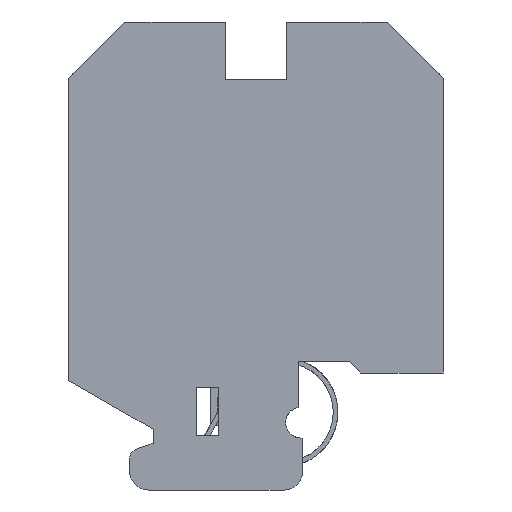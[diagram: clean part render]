
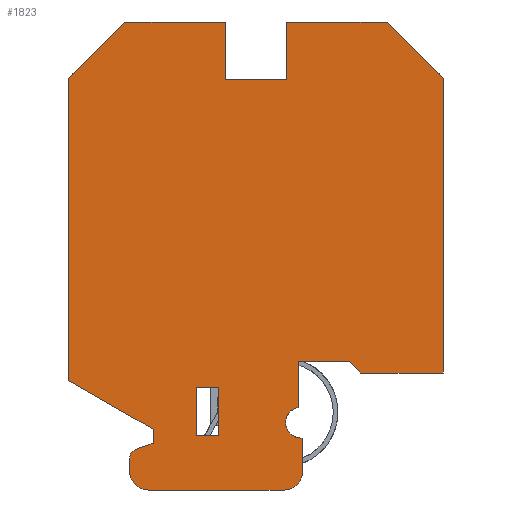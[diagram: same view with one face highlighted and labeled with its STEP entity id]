
A CAD part, left-side view. The second image highlights one B-rep face of the part: STEP entity #1823.
In plain terms, the highlighted planar face has unit normal (-1, 0, 0).
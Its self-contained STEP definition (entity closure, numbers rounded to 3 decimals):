
#1444=AXIS2_PLACEMENT_3D('Circle Axis2P3D',#1442,#1443,$) ;
#1637=AXIS2_PLACEMENT_3D('Plane Axis2P3D',#1634,#1635,#1636) ;
#1720=AXIS2_PLACEMENT_3D('Circle Axis2P3D',#1718,#1719,$) ;
#1734=AXIS2_PLACEMENT_3D('Circle Axis2P3D',#1732,#1733,$) ;
#1748=AXIS2_PLACEMENT_3D('Circle Axis2P3D',#1746,#1747,$) ;
#784=CARTESIAN_POINT('Vertex',(0.,10.,13.7)) ;
#787=CARTESIAN_POINT('Line Origine',(0.,12.75,13.7)) ;
#791=CARTESIAN_POINT('Vertex',(0.,15.5,13.7)) ;
#1417=CARTESIAN_POINT('Line Origine',(0.,15.5,11.261)) ;
#1421=CARTESIAN_POINT('Vertex',(0.,15.5,8.822)) ;
#1442=CARTESIAN_POINT('Axis2P3D Location',(0.,15.2,7.2)) ;
#1446=CARTESIAN_POINT('Vertex',(0.,15.2,5.55)) ;
#1466=CARTESIAN_POINT('Line Origine',(0.,15.1,5.55)) ;
#1470=CARTESIAN_POINT('Vertex',(0.,15.,5.55)) ;
#1490=CARTESIAN_POINT('Line Origine',(0.,15.,3.775)) ;
#1494=CARTESIAN_POINT('Vertex',(0.,15.,2.)) ;
#1619=CARTESIAN_POINT('Vertex',(0.,8.8,12.5)) ;
#1622=CARTESIAN_POINT('Line Origine',(0.,9.4,13.1)) ;
#1634=CARTESIAN_POINT('Axis2P3D Location',(0.,20.,12.5)) ;
#1639=CARTESIAN_POINT('Line Origine',(0.,3.,47.)) ;
#1643=CARTESIAN_POINT('Vertex',(0.,6.,50.)) ;
#1645=CARTESIAN_POINT('Vertex',(0.,0.,44.)) ;
#1648=CARTESIAN_POINT('Line Origine',(0.,11.35,50.)) ;
#1652=CARTESIAN_POINT('Vertex',(0.,16.7,50.)) ;
#1655=CARTESIAN_POINT('Line Origine',(0.,16.7,46.95)) ;
#1659=CARTESIAN_POINT('Vertex',(0.,16.7,43.9)) ;
#1662=CARTESIAN_POINT('Line Origine',(0.,20.,43.9)) ;
#1666=CARTESIAN_POINT('Vertex',(0.,23.3,43.9)) ;
#1669=CARTESIAN_POINT('Line Origine',(0.,23.3,46.95)) ;
#1673=CARTESIAN_POINT('Vertex',(0.,23.3,50.)) ;
#1676=CARTESIAN_POINT('Line Origine',(0.,28.65,50.)) ;
#1680=CARTESIAN_POINT('Vertex',(0.,34.,50.)) ;
#1683=CARTESIAN_POINT('Line Origine',(0.,37.,47.)) ;
#1687=CARTESIAN_POINT('Vertex',(0.,40.,44.)) ;
#1690=CARTESIAN_POINT('Line Origine',(0.,40.,27.848)) ;
#1694=CARTESIAN_POINT('Vertex',(0.,40.,11.696)) ;
#1697=CARTESIAN_POINT('Line Origine',(0.,35.5,9.098)) ;
#1701=CARTESIAN_POINT('Vertex',(0.,31.,6.5)) ;
#1704=CARTESIAN_POINT('Line Origine',(0.,31.,5.75)) ;
#1708=CARTESIAN_POINT('Vertex',(0.,31.,5.)) ;
#1711=CARTESIAN_POINT('Line Origine',(0.,31.921,4.665)) ;
#1715=CARTESIAN_POINT('Vertex',(0.,32.842,4.33)) ;
#1718=CARTESIAN_POINT('Axis2P3D Location',(0.,32.5,3.39)) ;
#1722=CARTESIAN_POINT('Vertex',(0.,33.5,3.39)) ;
#1725=CARTESIAN_POINT('Line Origine',(0.,33.5,2.695)) ;
#1729=CARTESIAN_POINT('Vertex',(0.,33.5,2.)) ;
#1732=CARTESIAN_POINT('Axis2P3D Location',(0.,31.5,2.)) ;
#1736=CARTESIAN_POINT('Vertex',(0.,31.5,0.)) ;
#1739=CARTESIAN_POINT('Line Origine',(0.,24.25,0.)) ;
#1743=CARTESIAN_POINT('Vertex',(0.,17.,0.)) ;
#1746=CARTESIAN_POINT('Axis2P3D Location',(0.,17.,2.)) ;
#1751=CARTESIAN_POINT('Line Origine',(0.,4.4,12.5)) ;
#1755=CARTESIAN_POINT('Vertex',(0.,0.,12.5)) ;
#1758=CARTESIAN_POINT('Line Origine',(0.,0.,28.25)) ;
#1789=CARTESIAN_POINT('Line Origine',(0.,25.2,11.)) ;
#1793=CARTESIAN_POINT('Vertex',(0.,24.,11.)) ;
#1795=CARTESIAN_POINT('Vertex',(0.,26.4,11.)) ;
#1798=CARTESIAN_POINT('Line Origine',(0.,24.,8.425)) ;
#1802=CARTESIAN_POINT('Vertex',(0.,24.,5.85)) ;
#1805=CARTESIAN_POINT('Line Origine',(0.,25.2,5.85)) ;
#1809=CARTESIAN_POINT('Vertex',(0.,26.4,5.85)) ;
#1812=CARTESIAN_POINT('Line Origine',(0.,26.4,8.425)) ;
#788=DIRECTION('Vector Direction',(0.,1.,0.)) ;
#1418=DIRECTION('Vector Direction',(0.,0.,-1.)) ;
#1443=DIRECTION('Axis2P3D Direction',(1.,0.,0.)) ;
#1467=DIRECTION('Vector Direction',(0.,1.,0.)) ;
#1491=DIRECTION('Vector Direction',(0.,0.,-1.)) ;
#1623=DIRECTION('Vector Direction',(0.,0.707,0.707)) ;
#1635=DIRECTION('Axis2P3D Direction',(1.,0.,0.)) ;
#1636=DIRECTION('Axis2P3D XDirection',(0.,0.,-1.)) ;
#1640=DIRECTION('Vector Direction',(0.,-0.707,-0.707)) ;
#1649=DIRECTION('Vector Direction',(0.,-1.,0.)) ;
#1656=DIRECTION('Vector Direction',(0.,0.,1.)) ;
#1663=DIRECTION('Vector Direction',(0.,-1.,0.)) ;
#1670=DIRECTION('Vector Direction',(0.,0.,-1.)) ;
#1677=DIRECTION('Vector Direction',(0.,-1.,0.)) ;
#1684=DIRECTION('Vector Direction',(0.,-0.707,0.707)) ;
#1691=DIRECTION('Vector Direction',(0.,0.,1.)) ;
#1698=DIRECTION('Vector Direction',(0.,0.866,0.5)) ;
#1705=DIRECTION('Vector Direction',(0.,0.,1.)) ;
#1712=DIRECTION('Vector Direction',(0.,-0.94,0.342)) ;
#1719=DIRECTION('Axis2P3D Direction',(1.,0.,0.)) ;
#1726=DIRECTION('Vector Direction',(0.,0.,1.)) ;
#1733=DIRECTION('Axis2P3D Direction',(1.,0.,0.)) ;
#1740=DIRECTION('Vector Direction',(0.,1.,0.)) ;
#1747=DIRECTION('Axis2P3D Direction',(1.,0.,0.)) ;
#1752=DIRECTION('Vector Direction',(0.,1.,0.)) ;
#1759=DIRECTION('Vector Direction',(0.,0.,-1.)) ;
#1790=DIRECTION('Vector Direction',(0.,1.,0.)) ;
#1799=DIRECTION('Vector Direction',(0.,0.,1.)) ;
#1806=DIRECTION('Vector Direction',(0.,-1.,0.)) ;
#1813=DIRECTION('Vector Direction',(0.,0.,-1.)) ;
#789=VECTOR('Line Direction',#788,1.) ;
#1419=VECTOR('Line Direction',#1418,1.) ;
#1468=VECTOR('Line Direction',#1467,1.) ;
#1492=VECTOR('Line Direction',#1491,1.) ;
#1624=VECTOR('Line Direction',#1623,1.) ;
#1641=VECTOR('Line Direction',#1640,1.) ;
#1650=VECTOR('Line Direction',#1649,1.) ;
#1657=VECTOR('Line Direction',#1656,1.) ;
#1664=VECTOR('Line Direction',#1663,1.) ;
#1671=VECTOR('Line Direction',#1670,1.) ;
#1678=VECTOR('Line Direction',#1677,1.) ;
#1685=VECTOR('Line Direction',#1684,1.) ;
#1692=VECTOR('Line Direction',#1691,1.) ;
#1699=VECTOR('Line Direction',#1698,1.) ;
#1706=VECTOR('Line Direction',#1705,1.) ;
#1713=VECTOR('Line Direction',#1712,1.) ;
#1727=VECTOR('Line Direction',#1726,1.) ;
#1741=VECTOR('Line Direction',#1740,1.) ;
#1753=VECTOR('Line Direction',#1752,1.) ;
#1760=VECTOR('Line Direction',#1759,1.) ;
#1791=VECTOR('Line Direction',#1790,1.) ;
#1800=VECTOR('Line Direction',#1799,1.) ;
#1807=VECTOR('Line Direction',#1806,1.) ;
#1814=VECTOR('Line Direction',#1813,1.) ;
#1764=ORIENTED_EDGE('',*,*,#1647,.F.) ;
#1765=ORIENTED_EDGE('',*,*,#1654,.F.) ;
#1766=ORIENTED_EDGE('',*,*,#1661,.F.) ;
#1767=ORIENTED_EDGE('',*,*,#1668,.F.) ;
#1768=ORIENTED_EDGE('',*,*,#1675,.F.) ;
#1769=ORIENTED_EDGE('',*,*,#1682,.F.) ;
#1770=ORIENTED_EDGE('',*,*,#1689,.F.) ;
#1771=ORIENTED_EDGE('',*,*,#1696,.F.) ;
#1772=ORIENTED_EDGE('',*,*,#1703,.F.) ;
#1773=ORIENTED_EDGE('',*,*,#1710,.F.) ;
#1774=ORIENTED_EDGE('',*,*,#1717,.F.) ;
#1775=ORIENTED_EDGE('',*,*,#1724,.F.) ;
#1776=ORIENTED_EDGE('',*,*,#1731,.F.) ;
#1777=ORIENTED_EDGE('',*,*,#1738,.F.) ;
#1778=ORIENTED_EDGE('',*,*,#1745,.F.) ;
#1779=ORIENTED_EDGE('',*,*,#1750,.F.) ;
#1780=ORIENTED_EDGE('',*,*,#1496,.F.) ;
#1781=ORIENTED_EDGE('',*,*,#1472,.T.) ;
#1782=ORIENTED_EDGE('',*,*,#1448,.F.) ;
#1783=ORIENTED_EDGE('',*,*,#1423,.F.) ;
#1784=ORIENTED_EDGE('',*,*,#793,.F.) ;
#1785=ORIENTED_EDGE('',*,*,#1626,.F.) ;
#1786=ORIENTED_EDGE('',*,*,#1757,.F.) ;
#1787=ORIENTED_EDGE('',*,*,#1762,.F.) ;
#1818=ORIENTED_EDGE('',*,*,#1797,.F.) ;
#1819=ORIENTED_EDGE('',*,*,#1804,.F.) ;
#1820=ORIENTED_EDGE('',*,*,#1811,.F.) ;
#1821=ORIENTED_EDGE('',*,*,#1816,.F.) ;
#1822=FACE_BOUND('',#1817,.T.) ;
#1823=ADVANCED_FACE('V1',(#1788,#1822),#1638,.F.) ;
#1445=CIRCLE('generated circle',#1444,1.65) ;
#1721=CIRCLE('generated circle',#1720,1.) ;
#1735=CIRCLE('generated circle',#1734,2.) ;
#1749=CIRCLE('generated circle',#1748,2.) ;
#793=EDGE_CURVE('',#785,#792,#790,.T.) ;
#1423=EDGE_CURVE('',#792,#1422,#1420,.T.) ;
#1448=EDGE_CURVE('',#1422,#1447,#1445,.F.) ;
#1472=EDGE_CURVE('',#1471,#1447,#1469,.T.) ;
#1496=EDGE_CURVE('',#1471,#1495,#1493,.T.) ;
#1626=EDGE_CURVE('',#1620,#785,#1625,.T.) ;
#1647=EDGE_CURVE('',#1644,#1646,#1642,.T.) ;
#1654=EDGE_CURVE('',#1653,#1644,#1651,.T.) ;
#1661=EDGE_CURVE('',#1660,#1653,#1658,.T.) ;
#1668=EDGE_CURVE('',#1667,#1660,#1665,.T.) ;
#1675=EDGE_CURVE('',#1674,#1667,#1672,.T.) ;
#1682=EDGE_CURVE('',#1681,#1674,#1679,.T.) ;
#1689=EDGE_CURVE('',#1688,#1681,#1686,.T.) ;
#1696=EDGE_CURVE('',#1695,#1688,#1693,.T.) ;
#1703=EDGE_CURVE('',#1702,#1695,#1700,.T.) ;
#1710=EDGE_CURVE('',#1709,#1702,#1707,.T.) ;
#1717=EDGE_CURVE('',#1716,#1709,#1714,.T.) ;
#1724=EDGE_CURVE('',#1723,#1716,#1721,.T.) ;
#1731=EDGE_CURVE('',#1730,#1723,#1728,.T.) ;
#1738=EDGE_CURVE('',#1737,#1730,#1735,.T.) ;
#1745=EDGE_CURVE('',#1744,#1737,#1742,.T.) ;
#1750=EDGE_CURVE('',#1495,#1744,#1749,.T.) ;
#1757=EDGE_CURVE('',#1756,#1620,#1754,.T.) ;
#1762=EDGE_CURVE('',#1646,#1756,#1761,.T.) ;
#1797=EDGE_CURVE('',#1794,#1796,#1792,.T.) ;
#1804=EDGE_CURVE('',#1803,#1794,#1801,.T.) ;
#1811=EDGE_CURVE('',#1810,#1803,#1808,.T.) ;
#1816=EDGE_CURVE('',#1796,#1810,#1815,.T.) ;
#1763=EDGE_LOOP('',(#1764,#1765,#1766,#1767,#1768,#1769,#1770,#1771,#1772,#1773,#1774,#1775,#1776,#1777,#1778,#1779,#1780,#1781,#1782,#1783,#1784,#1785,#1786,#1787)) ;
#1817=EDGE_LOOP('',(#1818,#1819,#1820,#1821)) ;
#1788=FACE_OUTER_BOUND('',#1763,.T.) ;
#790=LINE('Line',#787,#789) ;
#1420=LINE('Line',#1417,#1419) ;
#1469=LINE('Line',#1466,#1468) ;
#1493=LINE('Line',#1490,#1492) ;
#1625=LINE('Line',#1622,#1624) ;
#1642=LINE('Line',#1639,#1641) ;
#1651=LINE('Line',#1648,#1650) ;
#1658=LINE('Line',#1655,#1657) ;
#1665=LINE('Line',#1662,#1664) ;
#1672=LINE('Line',#1669,#1671) ;
#1679=LINE('Line',#1676,#1678) ;
#1686=LINE('Line',#1683,#1685) ;
#1693=LINE('Line',#1690,#1692) ;
#1700=LINE('Line',#1697,#1699) ;
#1707=LINE('Line',#1704,#1706) ;
#1714=LINE('Line',#1711,#1713) ;
#1728=LINE('Line',#1725,#1727) ;
#1742=LINE('Line',#1739,#1741) ;
#1754=LINE('Line',#1751,#1753) ;
#1761=LINE('Line',#1758,#1760) ;
#1792=LINE('Line',#1789,#1791) ;
#1801=LINE('Line',#1798,#1800) ;
#1808=LINE('Line',#1805,#1807) ;
#1815=LINE('Line',#1812,#1814) ;
#1638=PLANE('',#1637) ;
#785=VERTEX_POINT('',#784) ;
#792=VERTEX_POINT('',#791) ;
#1422=VERTEX_POINT('',#1421) ;
#1447=VERTEX_POINT('',#1446) ;
#1471=VERTEX_POINT('',#1470) ;
#1495=VERTEX_POINT('',#1494) ;
#1620=VERTEX_POINT('',#1619) ;
#1644=VERTEX_POINT('',#1643) ;
#1646=VERTEX_POINT('',#1645) ;
#1653=VERTEX_POINT('',#1652) ;
#1660=VERTEX_POINT('',#1659) ;
#1667=VERTEX_POINT('',#1666) ;
#1674=VERTEX_POINT('',#1673) ;
#1681=VERTEX_POINT('',#1680) ;
#1688=VERTEX_POINT('',#1687) ;
#1695=VERTEX_POINT('',#1694) ;
#1702=VERTEX_POINT('',#1701) ;
#1709=VERTEX_POINT('',#1708) ;
#1716=VERTEX_POINT('',#1715) ;
#1723=VERTEX_POINT('',#1722) ;
#1730=VERTEX_POINT('',#1729) ;
#1737=VERTEX_POINT('',#1736) ;
#1744=VERTEX_POINT('',#1743) ;
#1756=VERTEX_POINT('',#1755) ;
#1794=VERTEX_POINT('',#1793) ;
#1796=VERTEX_POINT('',#1795) ;
#1803=VERTEX_POINT('',#1802) ;
#1810=VERTEX_POINT('',#1809) ;
